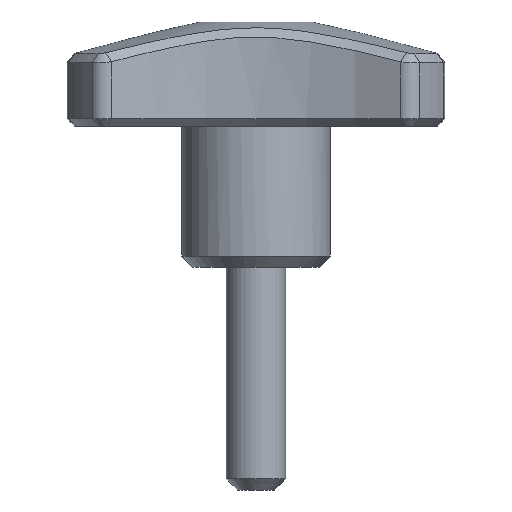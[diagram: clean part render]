
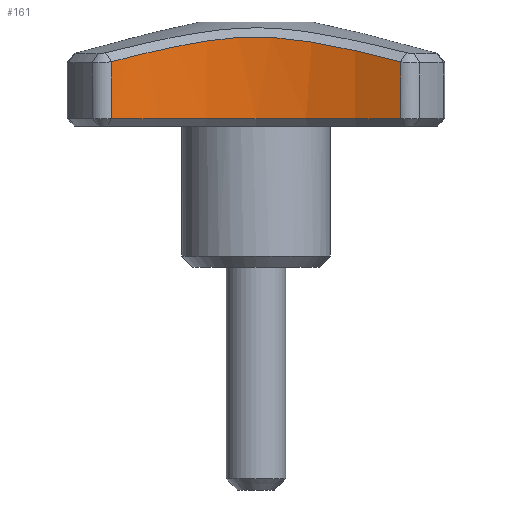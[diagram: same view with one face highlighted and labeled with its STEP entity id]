
A CAD part, front view. The second image highlights one B-rep face of the part: STEP entity #161.
In plain terms, the highlighted cylindrical face has radius 40 mm (diameter 80 mm), a partial arc.
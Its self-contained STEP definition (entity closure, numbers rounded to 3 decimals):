
#161 = ADVANCED_FACE( '', ( #353 ), #354, .F. );
#353 = FACE_OUTER_BOUND( '', #659, .T. );
#354 = CYLINDRICAL_SURFACE( '', #660, 40. );
#659 = EDGE_LOOP( '', ( #1058, #1059, #1060, #1061 ) );
#660 = AXIS2_PLACEMENT_3D( '', #1062, #1063, #1064 );
#1058 = ORIENTED_EDGE( '', *, *, #1437, .T. );
#1059 = ORIENTED_EDGE( '', *, *, #1496, .T. );
#1060 = ORIENTED_EDGE( '', *, *, #1372, .T. );
#1061 = ORIENTED_EDGE( '', *, *, #1368, .T. );
#1062 = CARTESIAN_POINT( '', ( 0., -51.948, 50. ) );
#1063 = DIRECTION( '', ( 0., 0., 1. ) );
#1064 = DIRECTION( '', ( -1., 0., 0. ) );
#1368 = EDGE_CURVE( '', #1593, #1590, #1594, .T. );
#1372 = EDGE_CURVE( '', #1599, #1593, #1600, .F. );
#1437 = EDGE_CURVE( '', #1590, #1704, #1706, .T. );
#1496 = EDGE_CURVE( '', #1704, #1599, #1788, .F. );
#1590 = VERTEX_POINT( '', #1906 );
#1593 = VERTEX_POINT( '', #1910 );
#1594 = B_SPLINE_CURVE_WITH_KNOTS( '', 3, ( #1911, #1912, #1913, #1914, #1915, #1916, #1917, #1918, #1919, #1920, #1921, #1922, #1923, #1924, #1925, #1926, #1927, #1928, #1929, #1930, #1931, #1932, #1933, #1934, #1935, #1936, #1937, #1938, #1939, #1940, #1941, #1942, #1943, #1944, #1945, #1946, #1947, #1948, #1949, #1950, #1951 ), .UNSPECIFIED., .F., .F., ( 4, 1, 1, 1, 1, 1, 1, 1, 1, 1, 1, 1, 1, 1, 1, 1, 1, 1, 1, 1, 1, 1, 1, 1, 1, 1, 1, 1, 1, 1, 1, 1, 1, 1, 1, 1, 1, 1, 4 ), ( 0., 0.016, 0.033, 0.048, 0.063, 0.078, 0.093, 0.107, 0.12, 0.133, 0.146, 0.159, 0.17, 0.182, 0.193, 0.204, 0.214, 0.224, 0.233, 0.243, 0.251, 0.318, 0.376, 0.441, 0.501, 0.561, 0.626, 0.684, 0.751, 0.768, 0.787, 0.808, 0.831, 0.855, 0.881, 0.908, 0.937, 0.968, 1. ), .UNSPECIFIED. );
#1599 = VERTEX_POINT( '', #1989 );
#1600 = LINE( '', #1990, #1991 );
#1704 = VERTEX_POINT( '', #2256 );
#1706 = LINE( '', #2258, #2259 );
#1788 = CIRCLE( '', #2461, 40. );
#1906 = CARTESIAN_POINT( '', ( -19.461, -17.001, 27.644 ) );
#1910 = CARTESIAN_POINT( '', ( 19.461, -17.001, 27.643 ) );
#1911 = CARTESIAN_POINT( '', ( 19.461, -17.001, 27.644 ) );
#1912 = CARTESIAN_POINT( '', ( 19.268, -16.895, 27.694 ) );
#1913 = CARTESIAN_POINT( '', ( 18.885, -16.684, 27.794 ) );
#1914 = CARTESIAN_POINT( '', ( 18.312, -16.384, 27.94 ) );
#1915 = CARTESIAN_POINT( '', ( 17.75, -16.1, 28.083 ) );
#1916 = CARTESIAN_POINT( '', ( 17.197, -15.832, 28.22 ) );
#1917 = CARTESIAN_POINT( '', ( 16.656, -15.579, 28.354 ) );
#1918 = CARTESIAN_POINT( '', ( 16.126, -15.341, 28.483 ) );
#1919 = CARTESIAN_POINT( '', ( 15.608, -15.117, 28.607 ) );
#1920 = CARTESIAN_POINT( '', ( 15.102, -14.907, 28.728 ) );
#1921 = CARTESIAN_POINT( '', ( 14.609, -14.71, 28.844 ) );
#1922 = CARTESIAN_POINT( '', ( 14.128, -14.525, 28.955 ) );
#1923 = CARTESIAN_POINT( '', ( 13.661, -14.352, 29.062 ) );
#1924 = CARTESIAN_POINT( '', ( 13.207, -14.19, 29.165 ) );
#1925 = CARTESIAN_POINT( '', ( 12.767, -14.039, 29.263 ) );
#1926 = CARTESIAN_POINT( '', ( 12.341, -13.898, 29.357 ) );
#1927 = CARTESIAN_POINT( '', ( 11.928, -13.767, 29.446 ) );
#1928 = CARTESIAN_POINT( '', ( 11.531, -13.645, 29.531 ) );
#1929 = CARTESIAN_POINT( '', ( 11.148, -13.532, 29.612 ) );
#1930 = CARTESIAN_POINT( '', ( 10.779, -13.427, 29.688 ) );
#1931 = CARTESIAN_POINT( '', ( 10.426, -13.33, 29.76 ) );
#1932 = CARTESIAN_POINT( '', ( 9.325, -13.038, 29.98 ) );
#1933 = CARTESIAN_POINT( '', ( 7.56, -12.641, 30.304 ) );
#1934 = CARTESIAN_POINT( '', ( 5.009, -12.236, 30.688 ) );
#1935 = CARTESIAN_POINT( '', ( 2.504, -11.999, 30.939 ) );
#1936 = CARTESIAN_POINT( '', ( -0.047, -11.922, 31.03 ) );
#1937 = CARTESIAN_POINT( '', ( -2.589, -12.004, 30.932 ) );
#1938 = CARTESIAN_POINT( '', ( -5.077, -12.245, 30.68 ) );
#1939 = CARTESIAN_POINT( '', ( -7.624, -12.654, 30.293 ) );
#1940 = CARTESIAN_POINT( '', ( -9.511, -13.081, 29.945 ) );
#1941 = CARTESIAN_POINT( '', ( -10.863, -13.449, 29.672 ) );
#1942 = CARTESIAN_POINT( '', ( -11.609, -13.667, 29.516 ) );
#1943 = CARTESIAN_POINT( '', ( -12.413, -13.919, 29.342 ) );
#1944 = CARTESIAN_POINT( '', ( -13.273, -14.21, 29.151 ) );
#1945 = CARTESIAN_POINT( '', ( -14.187, -14.544, 28.942 ) );
#1946 = CARTESIAN_POINT( '', ( -15.154, -14.924, 28.716 ) );
#1947 = CARTESIAN_POINT( '', ( -16.17, -15.356, 28.473 ) );
#1948 = CARTESIAN_POINT( '', ( -17.232, -15.844, 28.213 ) );
#1949 = CARTESIAN_POINT( '', ( -18.339, -16.39, 27.935 ) );
#1950 = CARTESIAN_POINT( '', ( -19.081, -16.794, 27.743 ) );
#1951 = CARTESIAN_POINT( '', ( -19.461, -17.001, 27.644 ) );
#1989 = CARTESIAN_POINT( '', ( 19.461, -17.001, 20. ) );
#1990 = CARTESIAN_POINT( '', ( 19.461, -17.001, 50. ) );
#1991 = VECTOR( '', #2729, 1000. );
#2256 = CARTESIAN_POINT( '', ( -19.461, -17.001, 20. ) );
#2258 = CARTESIAN_POINT( '', ( -19.461, -17.001, 50. ) );
#2259 = VECTOR( '', #2811, 1000. );
#2461 = AXIS2_PLACEMENT_3D( '', #2893, #2894, #2895 );
#2729 = DIRECTION( '', ( 0., 0., -1. ) );
#2811 = DIRECTION( '', ( 0., 0., -1. ) );
#2893 = CARTESIAN_POINT( '', ( 0., -51.948, 20. ) );
#2894 = DIRECTION( '', ( 0., 0., 1. ) );
#2895 = DIRECTION( '', ( 1., 0., 0. ) );
